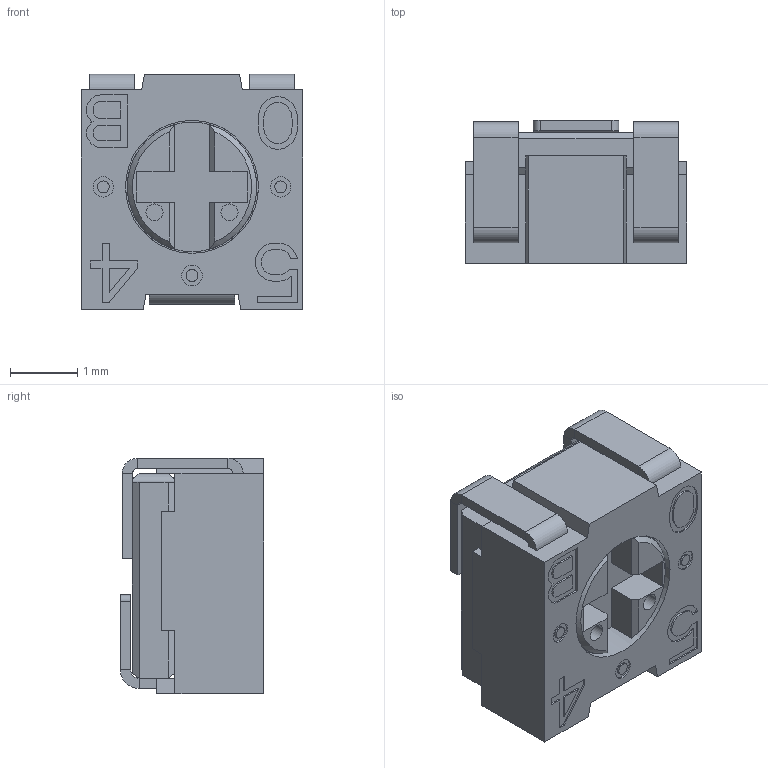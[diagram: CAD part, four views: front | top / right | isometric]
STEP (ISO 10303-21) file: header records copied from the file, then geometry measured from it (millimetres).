
FILE_DESCRIPTION((''),'2;1');
FILE_NAME('3313J002_ASM','2013-08-02T',('MaxM'),('Bourns, Inc.'),'PRO/ENGINEER BY PARAMETRIC TECHNOLOGY CORPORATION, 2012230','PRO/ENGINEER BY PARAMETRIC TECHNOLOGY CORPORATION, 2012230','');
FILE_SCHEMA(('CONFIG_CONTROL_DESIGN'));
Length unit declared in the file: inch
Products named in the file (3): PRT0001_AF0; ASM0001_AF0_ASM; 3313J002_ASM
Assembly tree (2 placements, depth 3):
  3313J002_ASM
    ASM0001_AF0_ASM
      PRT0001_AF0
Bounding box: 3.3 x 2.13 x 3.51 mm (x, y, z)
Volume: 19.1 mm3; surface area: 95.4 mm2
Topology: 1 solids, 1 shells, 328 faces, 895 edges, 572 vertices
Faces by surface type: plane 270, cylinder 51, cone 7
Entity records: 10324 total; most frequent: CARTESIAN_POINT 1841, ORIENTED_EDGE 1790, DIRECTION 1672, EDGE_CURVE 895, VECTOR 762, LINE 762, VERTEX_POINT 572, AXIS2_PLACEMENT_3D 455
